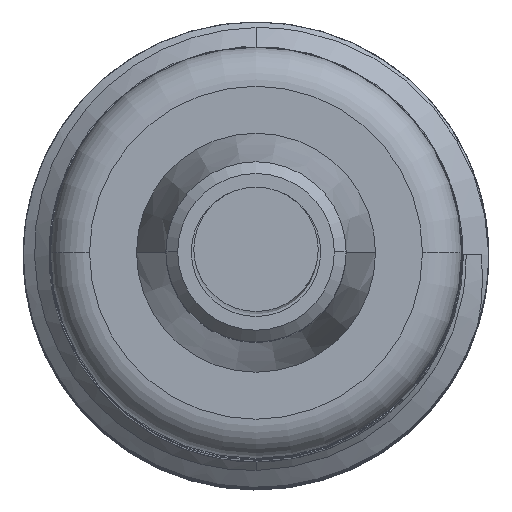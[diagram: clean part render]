
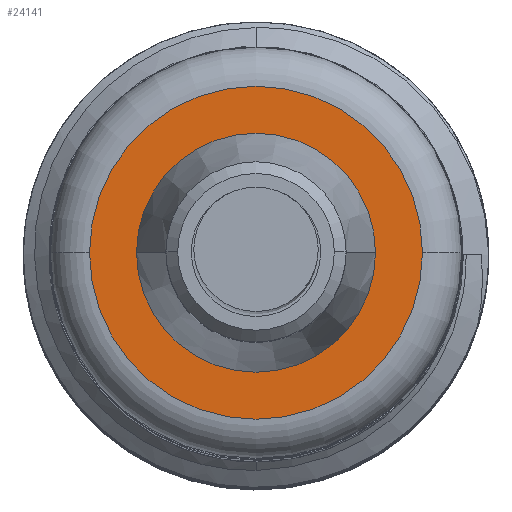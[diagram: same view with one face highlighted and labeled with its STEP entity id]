
A CAD part, top view. The second image highlights one B-rep face of the part: STEP entity #24141.
In plain terms, the highlighted planar face has unit normal (0, 0, 1).
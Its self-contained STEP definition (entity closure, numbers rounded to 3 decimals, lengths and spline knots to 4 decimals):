
#14070=CARTESIAN_POINT('',(0.,0.,67.5));
#14071=DIRECTION('',(0.,0.,1.));
#14072=DIRECTION('',(-1.,0.,0.));
#14073=AXIS2_PLACEMENT_3D('',#14070,#14071,#14072);
#14075=CARTESIAN_POINT('',(0.,0.,67.5));
#14076=DIRECTION('',(0.,0.,1.));
#14077=DIRECTION('',(1.,0.,0.));
#14078=AXIS2_PLACEMENT_3D('',#14075,#14076,#14077);
#14080=CARTESIAN_POINT('',(0.,0.,67.5));
#14081=DIRECTION('',(0.,0.,1.));
#14082=DIRECTION('',(1.,0.,0.));
#14083=AXIS2_PLACEMENT_3D('',#14080,#14081,#14082);
#14085=CARTESIAN_POINT('',(0.,0.,67.5));
#14086=DIRECTION('',(0.,0.,1.));
#14087=DIRECTION('',(-1.,0.,0.));
#14088=AXIS2_PLACEMENT_3D('',#14085,#14086,#14087);
#15275=CARTESIAN_POINT('',(-4.25,0.,67.5));
#15276=CARTESIAN_POINT('',(4.25,0.,67.5));
#15277=VERTEX_POINT('',#15275);
#15278=VERTEX_POINT('',#15276);
#15307=CARTESIAN_POINT('',(3.05,0.,67.5));
#15308=CARTESIAN_POINT('',(-3.05,0.,67.5));
#15309=VERTEX_POINT('',#15307);
#15310=VERTEX_POINT('',#15308);
#24125=CARTESIAN_POINT('',(0.,0.,67.5));
#24126=DIRECTION('',(0.,0.,-1.));
#24127=DIRECTION('',(1.,0.,0.));
#24128=AXIS2_PLACEMENT_3D('',#24125,#24126,#24127);
#24129=PLANE('',#24128);
#24131=ORIENTED_EDGE('',*,*,#24130,.F.);
#24132=ORIENTED_EDGE('',*,*,#24115,.F.);
#24133=EDGE_LOOP('',(#24131,#24132));
#24134=FACE_OUTER_BOUND('',#24133,.F.);
#24136=ORIENTED_EDGE('',*,*,#24135,.T.);
#24138=ORIENTED_EDGE('',*,*,#24137,.T.);
#24139=EDGE_LOOP('',(#24136,#24138));
#24140=FACE_BOUND('',#24139,.F.);
#24141=ADVANCED_FACE('',(#24134,#24140),#24129,.F.);
#14074=CIRCLE('',#14073,4.25);
#14079=CIRCLE('',#14078,4.25);
#14084=CIRCLE('',#14083,3.05);
#14089=CIRCLE('',#14088,3.05);
#24115=EDGE_CURVE('',#15278,#15277,#14079,.T.);
#24130=EDGE_CURVE('',#15277,#15278,#14074,.T.);
#24135=EDGE_CURVE('',#15309,#15310,#14084,.T.);
#24137=EDGE_CURVE('',#15310,#15309,#14089,.T.);
